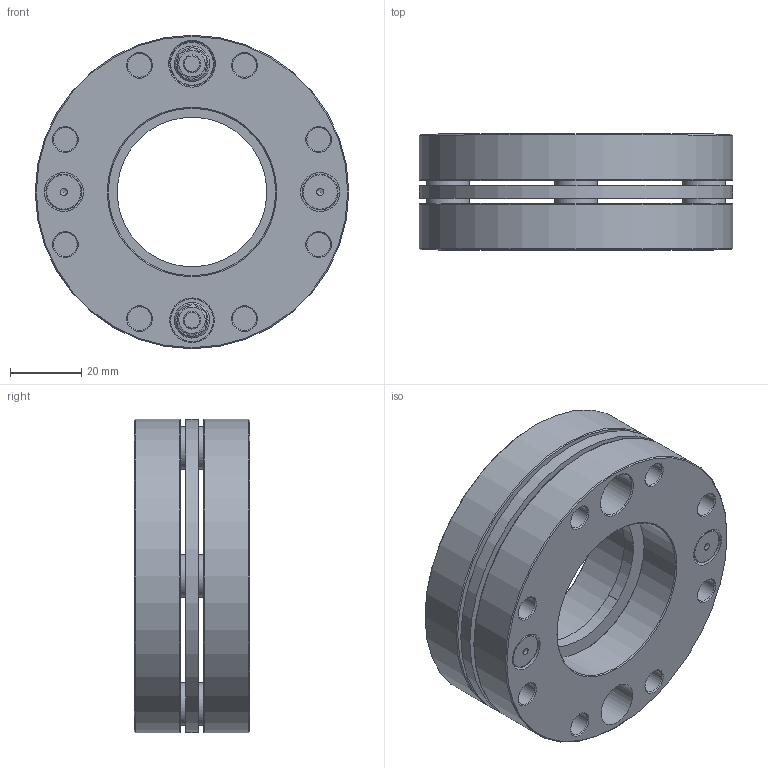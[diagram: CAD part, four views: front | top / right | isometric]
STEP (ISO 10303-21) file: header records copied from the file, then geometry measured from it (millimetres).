
FILE_DESCRIPTION(/* description */ ('Unknown'),/* implementation_level */ '2;1');
FILE_NAME(/* name */ 'HK20-4,5-00-00',/* time_stamp */ '2020-09-14T11:08:23+02:00',/* author */ ('Unknown'),/* organization */ ('Unknown'),/* preprocessor_version */ 'ST-DEVELOPER v16.7',/* originating_system */ 'Solid Edge',/* authorisation */ 'Unknown');
FILE_SCHEMA (('AUTOMOTIVE_DESIGN {1 0 10303 214 3 1 1}'));
Length unit declared in the file: millimetre
Products named in the file (1): Part4
Bounding box: 88 x 32.5 x 88 mm (x, y, z)
Volume: 118492.8 mm3; surface area: 44067.6 mm2
Topology: 1 solids, 1 shells, 177 faces, 401 edges, 254 vertices
Faces by surface type: cone 58, cylinder 55, plane 54, torus 10
Full cylindrical faces by diameter (mm): 5 x4, 6.647 x16, 10 x8, 11 x4, 12 x8, 12.5 x4, 47 x2, 87.9 x1, 88 x2
Entity records: 5611 total; most frequent: CARTESIAN_POINT 856, DIRECTION 742, ORIENTED_EDGE 512, FACE_BOUND 376, EDGE_LOOP 372, AXIS2_PLACEMENT_3D 356, EDGE_CURVE 256, VERTEX_POINT 230
